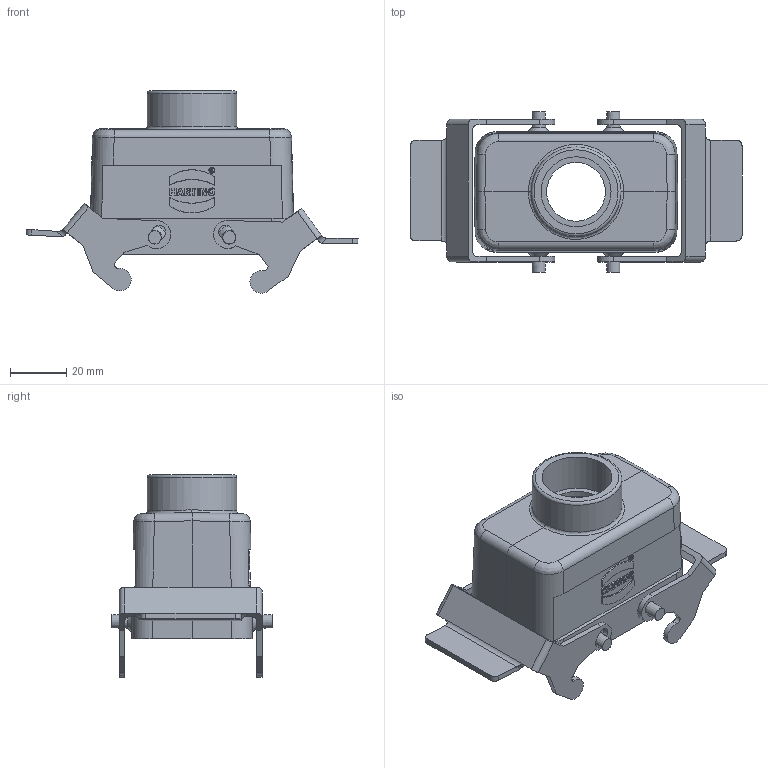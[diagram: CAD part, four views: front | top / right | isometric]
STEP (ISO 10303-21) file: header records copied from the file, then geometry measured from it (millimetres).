
FILE_DESCRIPTION((''),'2;1');
FILE_NAME('04300101465.stp','2020-07-07T14:39:26',('e.eickhoff'),(''),'Autodesk Inventor 2012','Autodesk Inventor 2012','');
FILE_SCHEMA(('AUTOMOTIVE_DESIGN { 1 0 10303 214 1 1 1 1 }'));
Length unit declared in the file: millimetre
Products named in the file (3): 04300101465; Metallbügel Quer
Assembly tree (3 placements, depth 2):
  04300101465
    Metallbügel Quer  x2
    04300101465
Bounding box: 118.57 x 57.2 x 72.22 mm (x, y, z)
Volume: 53786.9 mm3; surface area: 36002 mm2
Topology: 3 solids, 3 shells, 323 faces, 869 edges, 577 vertices
Faces by surface type: plane 206, cylinder 87, bspline 18, cone 10, torus 2
Full cylindrical faces by diameter (mm): 3 x4, 21 x1, 25 x1, 32 x1
Entity records: 9834 total; most frequent: CARTESIAN_POINT 2898, ORIENTED_EDGE 1390, DIRECTION 1349, EDGE_CURVE 695, VECTOR 469, LINE 469, VERTEX_POINT 467, AXIS2_PLACEMENT_3D 440
